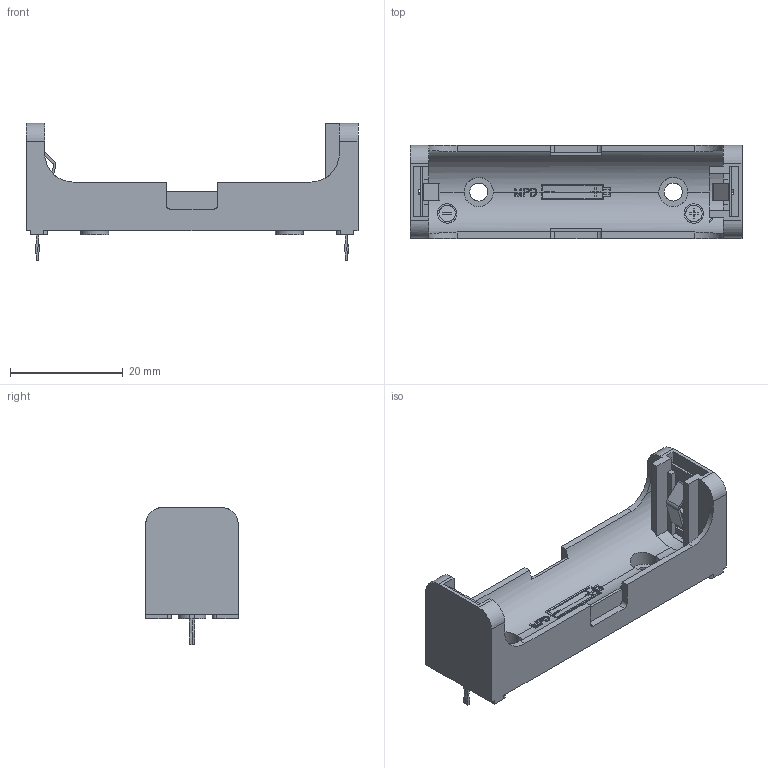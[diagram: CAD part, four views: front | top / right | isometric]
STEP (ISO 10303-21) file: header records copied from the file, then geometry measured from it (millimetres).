
FILE_DESCRIPTION (( 'STEP AP214' ), '1' );
FILE_NAME ('User Library-BAT_HLDR_BHAA-POL.STEP', '2020-01-08T14:33:44', ( '' ), ( '' ), 'SwSTEP 2.0', 'SolidWorks 2019', '' );
FILE_SCHEMA (( 'AUTOMOTIVE_DESIGN' ));
Length unit declared in the file: millimetre
Products named in the file (4): 1_3; 1; 1_2; User Library-BAT_HLDR_BHAA-POL
Assembly tree (3 placements, depth 2):
  User Library-BAT_HLDR_BHAA-POL
    1
    1_2
    1_3
Bounding box: 58.93 x 16.51 x 24.4 mm (x, y, z)
Volume: 5905.5 mm3; surface area: 5887.5 mm2
Topology: 3 solids, 3 shells, 344 faces, 1006 edges, 675 vertices
Faces by surface type: plane 225, cylinder 93, bspline 26
Entity records: 17518 total; most frequent: CARTESIAN_POINT 4979, ORIENTED_EDGE 2012, DIRECTION 1451, EDGE_CURVE 1006, VERTEX_POINT 675, LINE 643, VECTOR 643, AXIS2_PLACEMENT_3D 404
